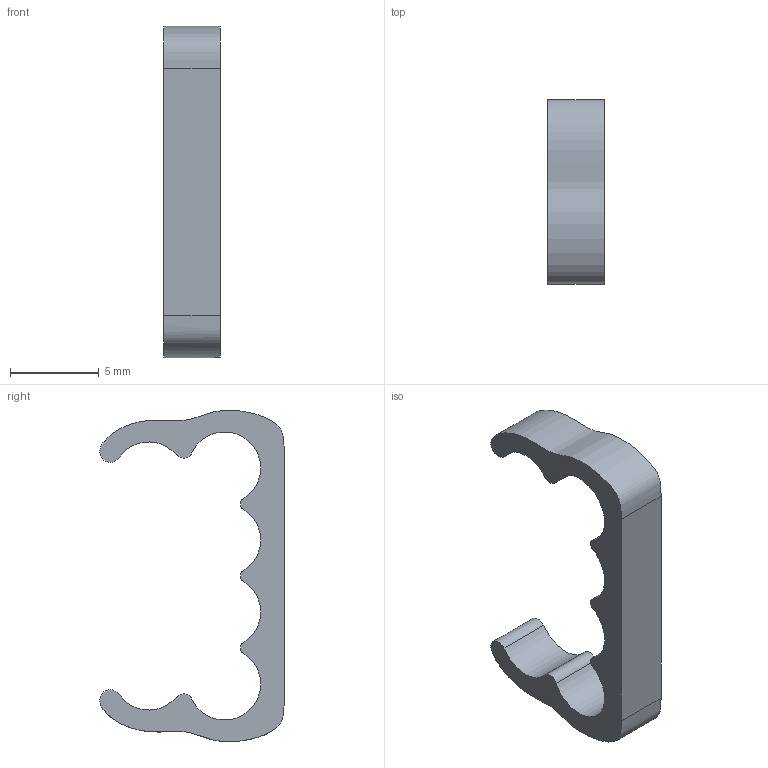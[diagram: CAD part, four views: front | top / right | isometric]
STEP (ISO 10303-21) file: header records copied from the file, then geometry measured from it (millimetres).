
FILE_DESCRIPTION(/* description */ (''),/* implementation_level */ '2;1');
FILE_NAME(/* name */ '4 wire (ht) v1.step',/* time_stamp */ '2020-07-04T15:59:06-07:00',/* author */ (''),/* organization */ (''),/* preprocessor_version */ 'ST-DEVELOPER v18.1',/* originating_system */ 'Autodesk Translation Framework v9.3.0.1241',/* authorisation */ '');
FILE_SCHEMA (('AUTOMOTIVE_DESIGN { 1 0 10303 214 3 1 1 }'));
Length unit declared in the file: inch
Products named in the file (2): 4 wire (ht); Component1
Assembly tree (1 placements, depth 2):
  4 wire (ht)
    Component1
Bounding box: 3.17 x 10.41 x 18.69 mm (x, y, z)
Volume: 173.9 mm3; surface area: 355.5 mm2
Topology: 1 solids, 1 shells, 18 faces, 48 edges, 32 vertices
Faces by surface type: cylinder 13, plane 3, bspline 2
Entity records: 847 total; most frequent: CARTESIAN_POINT 335, DIRECTION 108, ORIENTED_EDGE 96, EDGE_CURVE 48, AXIS2_PLACEMENT_3D 45, VERTEX_POINT 32, CIRCLE 26, FACE_OUTER_BOUND 18
